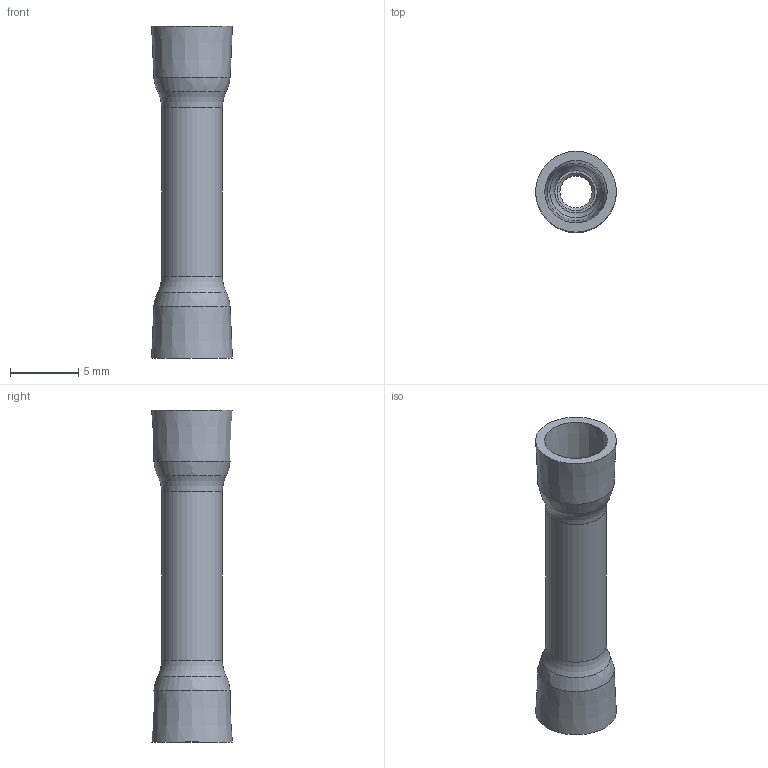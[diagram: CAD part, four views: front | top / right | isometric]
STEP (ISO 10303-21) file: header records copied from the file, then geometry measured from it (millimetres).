
FILE_DESCRIPTION(/* description */ (''),/* implementation_level */ '2;1');
FILE_NAME(/* name */ '22-18 double sided female tube heat shrink red.stp',/* time_stamp */ '2013-07-23T00:56:12-04:00',/* author */ ('Saville'),/* organization */ (''),/* preprocessor_version */ 'ST-DEVELOPER v15.2',/* originating_system */ 'Autodesk Inventor 2014',/* authorisation */ '');
FILE_SCHEMA (('AUTOMOTIVE_DESIGN { 1 0 10303 214 3 1 1 }'));
Length unit declared in the file: inch
Products named in the file (1): point 107 double sided femal tube blue
Bounding box: 5.92 x 5.92 x 24.33 mm (x, y, z)
Volume: 268.1 mm3; surface area: 939.6 mm2
Topology: 2 solids, 2 shells, 22 faces, 44 edges, 26 vertices
Faces by surface type: cone 6, torus 4, bspline 4, cylinder 4, plane 4
Full cylindrical faces by diameter (mm): 2.362 x1, 3.099 x2, 4.445 x1
Entity records: 592 total; most frequent: CARTESIAN_POINT 183, DIRECTION 82, ORIENTED_EDGE 52, AXIS2_PLACEMENT_3D 41, EDGE_LOOP 40, EDGE_CURVE 26, CIRCLE 22, VERTEX_POINT 22
